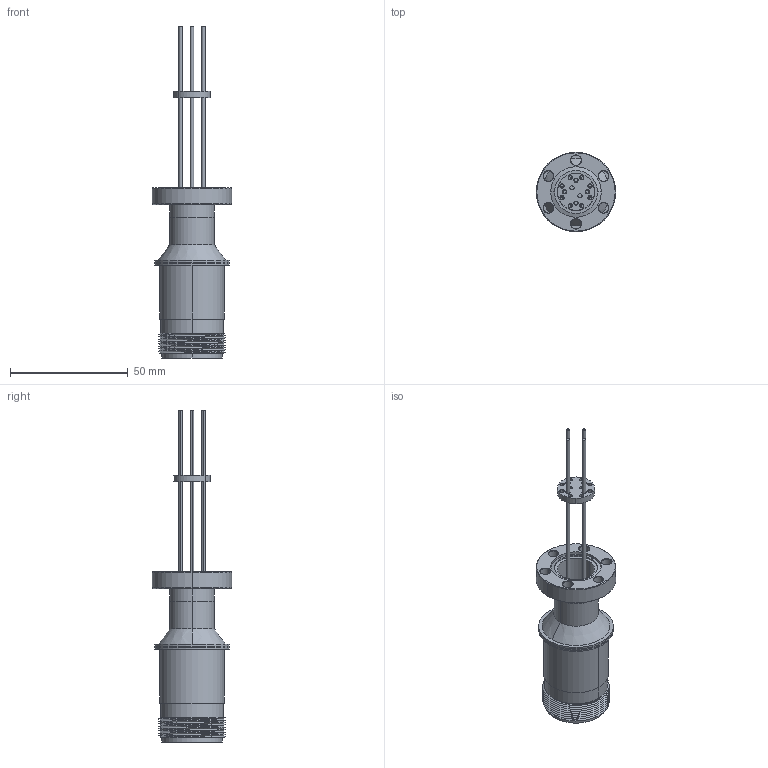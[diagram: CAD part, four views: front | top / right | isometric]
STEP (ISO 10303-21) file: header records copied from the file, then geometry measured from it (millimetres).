
FILE_DESCRIPTION (( 'STEP AP203' ), '1' );
FILE_NAME ('9132000.STEP', '2009-04-20T14:28:11', ( 'MIS' ), ( 'ISI INSULATORSEAL' ), 'SwSTEP 2.0', 'SolidWorks 2008', '' );
FILE_SCHEMA (( 'CONFIG_CONTROL_DESIGN' ));
Length unit declared in the file: inch
Products named in the file (10): 9132000; 0420101D; 0262201A; 0560001G; 0245601C; 0959801A; 0239401L; 0245502C; F133075; 0246801D
Assembly tree (18 placements, depth 2):
  9132000
    0245601C
    0246801D
    0959801A
    F133075
    0262201A  x4
    0560001G  x4
    0420101D  x4
    0239401L
    0245502C
Bounding box: 33.78 x 33.78 x 140.97 mm (x, y, z)
Volume: 13823.6 mm3; surface area: 22972.8 mm2
Topology: 18 solids, 18 shells, 296 faces, 658 edges, 412 vertices
Faces by surface type: cylinder 164, plane 60, cone 54, torus 16, bspline 2
Entity records: 8933 total; most frequent: CARTESIAN_POINT 2428, DIRECTION 1195, ORIENTED_EDGE 1004, EDGE_CURVE 502, AXIS2_PLACEMENT_3D 502, VERTEX_POINT 316, EDGE_LOOP 286, CIRCLE 268
